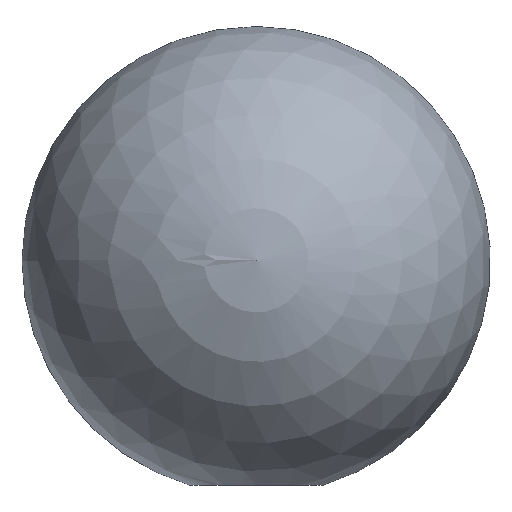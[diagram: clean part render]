
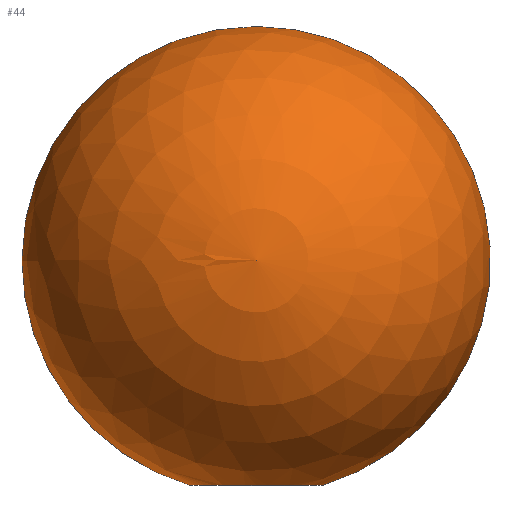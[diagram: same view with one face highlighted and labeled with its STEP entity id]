
A CAD part, top view. The second image highlights one B-rep face of the part: STEP entity #44.
In plain terms, the highlighted spherical face has radius 12.5 mm.
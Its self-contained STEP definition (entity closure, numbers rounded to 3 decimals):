
#5 = CARTESIAN_POINT ( 'NONE',  ( 3.519, 0.506, 0. ) ) ;
#10 = DIRECTION ( 'NONE',  ( 0., -1., 0. ) ) ;
#17 = VERTEX_POINT ( 'NONE', #5 ) ;
#22 = FACE_OUTER_BOUND ( 'NONE', #228, .T. ) ;
#23 = DIRECTION ( 'NONE',  ( 1., 0., 0. ) ) ;
#25 = CIRCLE ( 'NONE', #134, 3.519 ) ;
#29 = DIRECTION ( 'NONE',  ( 0., 0., 1. ) ) ;
#37 = CIRCLE ( 'NONE', #249, 12.5 ) ;
#41 = EDGE_CURVE ( 'NONE', #179, #17, #166, .T. ) ;
#43 = ORIENTED_EDGE ( 'NONE', *, *, #41, .F. ) ;
#44 = ADVANCED_FACE ( 'NONE', ( #22 ), #242, .T. ) ;
#55 = CIRCLE ( 'NONE', #103, 3.519 ) ;
#70 = EDGE_CURVE ( 'NONE', #17, #192, #25, .T. ) ;
#76 = CARTESIAN_POINT ( 'NONE',  ( -3.519, 0.506, 0. ) ) ;
#91 = DIRECTION ( 'NONE',  ( -1., 0., 0. ) ) ;
#92 = ORIENTED_EDGE ( 'NONE', *, *, #70, .F. ) ;
#97 = CARTESIAN_POINT ( 'NONE',  ( 0., 25., 0. ) ) ;
#103 = AXIS2_PLACEMENT_3D ( 'NONE', #286, #199, #29 ) ;
#107 = AXIS2_PLACEMENT_3D ( 'NONE', #123, #206, #91 ) ;
#123 = CARTESIAN_POINT ( 'NONE',  ( 0., 12.5, 0. ) ) ;
#130 = ORIENTED_EDGE ( 'NONE', *, *, #148, .F. ) ;
#134 = AXIS2_PLACEMENT_3D ( 'NONE', #266, #10, #194 ) ;
#144 = DIRECTION ( 'NONE',  ( 0., 0., 1. ) ) ;
#148 = EDGE_CURVE ( 'NONE', #192, #167, #55, .T. ) ;
#166 = CIRCLE ( 'NONE', #222, 12.5 ) ;
#167 = VERTEX_POINT ( 'NONE', #76 ) ;
#179 = VERTEX_POINT ( 'NONE', #97 ) ;
#192 = VERTEX_POINT ( 'NONE', #201 ) ;
#194 = DIRECTION ( 'NONE',  ( 0., 0., 1. ) ) ;
#199 = DIRECTION ( 'NONE',  ( 0., -1., 0. ) ) ;
#201 = CARTESIAN_POINT ( 'NONE',  ( 0., 0.506, 3.519 ) ) ;
#206 = DIRECTION ( 'NONE',  ( 0., 0., -1. ) ) ;
#222 = AXIS2_PLACEMENT_3D ( 'NONE', #237, #281, #253 ) ;
#228 = EDGE_LOOP ( 'NONE', ( #43, #258, #130, #92 ) ) ;
#230 = EDGE_CURVE ( 'NONE', #179, #167, #37, .T. ) ;
#237 = CARTESIAN_POINT ( 'NONE',  ( 0., 12.5, 0. ) ) ;
#242 = SPHERICAL_SURFACE ( 'NONE', #107, 12.5 ) ;
#249 = AXIS2_PLACEMENT_3D ( 'NONE', #255, #144, #23 ) ;
#253 = DIRECTION ( 'NONE',  ( -1., 0., 0. ) ) ;
#255 = CARTESIAN_POINT ( 'NONE',  ( 0., 12.5, 0. ) ) ;
#258 = ORIENTED_EDGE ( 'NONE', *, *, #230, .T. ) ;
#266 = CARTESIAN_POINT ( 'NONE',  ( 0., 0.506, 0. ) ) ;
#281 = DIRECTION ( 'NONE',  ( 0., 0., -1. ) ) ;
#286 = CARTESIAN_POINT ( 'NONE',  ( 0., 0.506, 0. ) ) ;
